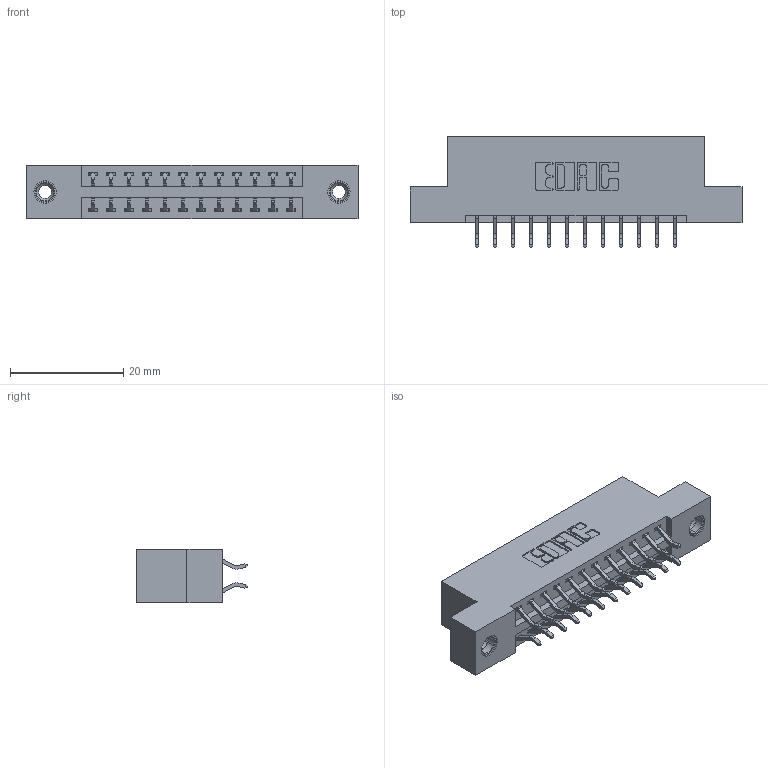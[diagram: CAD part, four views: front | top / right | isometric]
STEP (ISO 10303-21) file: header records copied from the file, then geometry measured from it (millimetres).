
FILE_DESCRIPTION (( 'STEP AP203' ), '1' );
FILE_NAME ('346-024-556-208.STEP', '2022-05-19T00:05:15', ( '' ), ( '' ), 'SwSTEP 2.0', 'SolidWorks 2020', '' );
FILE_SCHEMA (( 'CONFIG_CONTROL_DESIGN' ));
Length unit declared in the file: inch
Products named in the file (4): 346-024-556-208; 346 Part_Flush Mounting Lugs - 0.156 Dia-TI; 345-292-001_556 Tail; 345-250-001_345-250-003-102
Assembly tree (27 placements, depth 2):
  346-024-556-208
    346 Part_Flush Mounting Lugs - 0.156 Dia-TI
    345-292-001_556 Tail  x24
    345-250-001_345-250-003-102  x2
Bounding box: 58.67 x 19.57 x 9.4 mm (x, y, z)
Volume: 5481 mm3; surface area: 7060.2 mm2
Topology: 27 solids, 27 shells, 1574 faces, 4617 edges, 3038 vertices
Faces by surface type: plane 1044, cylinder 514, cone 12, torus 4
Entity records: 13276 total; most frequent: CARTESIAN_POINT 2227, ORIENTED_EDGE 2142, DIRECTION 2029, EDGE_CURVE 1071, LINE 863, VECTOR 863, VERTEX_POINT 708, AXIS2_PLACEMENT_3D 583
